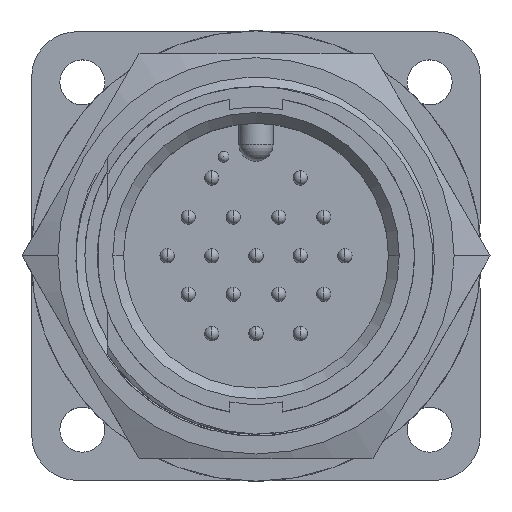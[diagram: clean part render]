
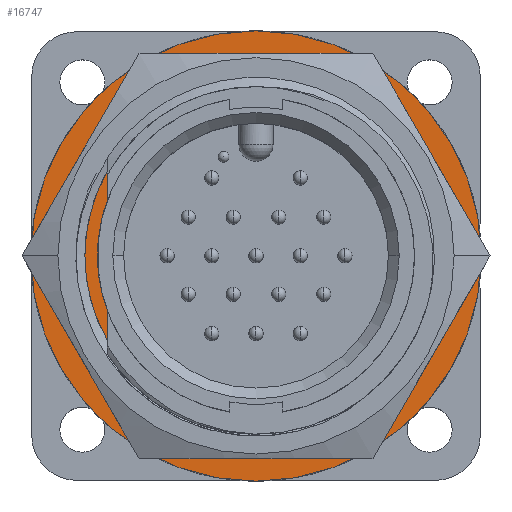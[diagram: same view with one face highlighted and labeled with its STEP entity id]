
A CAD part, top view. The second image highlights one B-rep face of the part: STEP entity #16747.
In plain terms, the highlighted planar face has unit normal (0, 0, 1).
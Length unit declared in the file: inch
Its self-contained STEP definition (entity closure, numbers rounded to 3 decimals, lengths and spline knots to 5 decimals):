
#82 = CIRCLE ( 'NONE', #8704, 0.625 ) ;
#273 = CIRCLE ( 'NONE', #10073, 0.46955 ) ;
#310 = CIRCLE ( 'NONE', #9896, 0.49525 ) ;
#421 = CIRCLE ( 'NONE', #11292, 0.625 ) ;
#500 = EDGE_CURVE ( 'NONE', #14482, #14483, #421, .T. ) ;
#800 = EDGE_CURVE ( 'NONE', #14588, #14589, #8156, .T. ) ;
#803 = EDGE_CURVE ( 'NONE', #14589, #14591, #310, .T. ) ;
#873 = EDGE_CURVE ( 'NONE', #14584, #14585, #7872, .T. ) ;
#875 = EDGE_CURVE ( 'NONE', #14588, #14585, #273, .T. ) ;
#953 = EDGE_CURVE ( 'NONE', #14591, #14584, #5059, .T. ) ;
#1522 = ORIENTED_EDGE ( 'NONE', *, *, #803, .T. ) ;
#1523 = ORIENTED_EDGE ( 'NONE', *, *, #875, .F. ) ;
#1524 = ORIENTED_EDGE ( 'NONE', *, *, #873, .T. ) ;
#1525 = ORIENTED_EDGE ( 'NONE', *, *, #953, .T. ) ;
#1526 = ORIENTED_EDGE ( 'NONE', *, *, #500, .T. ) ;
#1527 = ORIENTED_EDGE ( 'NONE', *, *, #16529, .T. ) ;
#1528 = ORIENTED_EDGE ( 'NONE', *, *, #800, .T. ) ;
#2319 = DIRECTION ( 'NONE',  ( 1., 0., 0. ) ) ;
#2320 = DIRECTION ( 'NONE',  ( 0., 0., 1. ) ) ;
#2321 = CARTESIAN_POINT ( 'NONE',  ( 0., 0., -0.53 ) ) ;
#2322 = PLANE ( 'NONE',  #8231 ) ;
#3448 = DIRECTION ( 'NONE',  ( 1., 0., 0. ) ) ;
#3449 = DIRECTION ( 'NONE',  ( 0., 0., 1. ) ) ;
#3462 = CARTESIAN_POINT ( 'NONE',  ( 0., 0., -0.53 ) ) ;
#3617 = CARTESIAN_POINT ( 'NONE',  ( -0.41275, -0.2737, -0.53 ) ) ;
#3619 = CARTESIAN_POINT ( 'NONE',  ( 0.01105, -0.49513, -0.53 ) ) ;
#3620 = CARTESIAN_POINT ( 'NONE',  ( 0.44792, 0.14086, -0.53 ) ) ;
#3623 = CARTESIAN_POINT ( 'NONE',  ( -0.00648, 0.46951, -0.53 ) ) ;
#3624 = CARTESIAN_POINT ( 'NONE',  ( -0.41275, 0.25182, -0.53 ) ) ;
#3727 = CARTESIAN_POINT ( 'NONE',  ( -0.625, 0., -0.53 ) ) ;
#3728 = CARTESIAN_POINT ( 'NONE',  ( 0.625, 0., -0.53 ) ) ;
#5057 = DIRECTION ( 'NONE',  ( 0., 1., 0. ) ) ;
#5058 = CARTESIAN_POINT ( 'NONE',  ( -0.41275, 0.2737, -0.53 ) ) ;
#5059 = LINE ( 'NONE', #5058, #8419 ) ;
#5646 = DIRECTION ( 'NONE',  ( 1., 0., 0. ) ) ;
#5647 = DIRECTION ( 'NONE',  ( 0., 0., 1. ) ) ;
#5648 = CARTESIAN_POINT ( 'NONE',  ( 0., 0., -0.53 ) ) ;
#5654 = CARTESIAN_POINT ( 'NONE',  ( -0.00648, 0.46951, -0.53 ) ) ;
#5655 = CARTESIAN_POINT ( 'NONE',  ( -0.0469, 0.47003, -0.53 ) ) ;
#5656 = CARTESIAN_POINT ( 'NONE',  ( -0.08653, 0.46549, -0.53 ) ) ;
#5657 = CARTESIAN_POINT ( 'NONE',  ( -0.14484, 0.45129, -0.53 ) ) ;
#5658 = CARTESIAN_POINT ( 'NONE',  ( -0.16422, 0.44525, -0.53 ) ) ;
#5659 = CARTESIAN_POINT ( 'NONE',  ( -0.20172, 0.4309, -0.53 ) ) ;
#5660 = CARTESIAN_POINT ( 'NONE',  ( -0.23802, 0.4143, -0.53 ) ) ;
#5661 = CARTESIAN_POINT ( 'NONE',  ( -0.27199, 0.39331, -0.53 ) ) ;
#5662 = CARTESIAN_POINT ( 'NONE',  ( -0.30476, 0.37006, -0.53 ) ) ;
#5663 = CARTESIAN_POINT ( 'NONE',  ( -0.32052, 0.35729, -0.53 ) ) ;
#5664 = CARTESIAN_POINT ( 'NONE',  ( -0.35001, 0.33015, -0.53 ) ) ;
#5665 = CARTESIAN_POINT ( 'NONE',  ( -0.36386, 0.31571, -0.53 ) ) ;
#5666 = CARTESIAN_POINT ( 'NONE',  ( -0.38973, 0.28504, -0.53 ) ) ;
#5669 = CARTESIAN_POINT ( 'NONE',  ( -0.4018, 0.26876, -0.53 ) ) ;
#5670 = CARTESIAN_POINT ( 'NONE',  ( -0.41275, 0.25182, -0.53 ) ) ;
#6080 = DIRECTION ( 'NONE',  ( 1., 0., 0. ) ) ;
#6081 = DIRECTION ( 'NONE',  ( 0., 0., -1. ) ) ;
#6082 = CARTESIAN_POINT ( 'NONE',  ( 0., 0., -0.53 ) ) ;
#6102 = CARTESIAN_POINT ( 'NONE',  ( 0.01105, -0.49513, -0.53 ) ) ;
#6103 = CARTESIAN_POINT ( 'NONE',  ( 0.04855, -0.49333, -0.53 ) ) ;
#6104 = CARTESIAN_POINT ( 'NONE',  ( 0.08527, -0.48729, -0.53 ) ) ;
#6105 = CARTESIAN_POINT ( 'NONE',  ( 0.13919, -0.47196, -0.53 ) ) ;
#6106 = CARTESIAN_POINT ( 'NONE',  ( 0.15697, -0.46578, -0.53 ) ) ;
#6107 = CARTESIAN_POINT ( 'NONE',  ( 0.19131, -0.45158, -0.53 ) ) ;
#6108 = CARTESIAN_POINT ( 'NONE',  ( 0.20799, -0.44355, -0.53 ) ) ;
#6109 = CARTESIAN_POINT ( 'NONE',  ( 0.24037, -0.42561, -0.53 ) ) ;
#6110 = CARTESIAN_POINT ( 'NONE',  ( 0.25608, -0.41572, -0.53 ) ) ;
#6111 = CARTESIAN_POINT ( 'NONE',  ( 0.28648, -0.39402, -0.53 ) ) ;
#6112 = CARTESIAN_POINT ( 'NONE',  ( 0.30114, -0.38223, -0.53 ) ) ;
#6113 = CARTESIAN_POINT ( 'NONE',  ( 0.3425, -0.34486, -0.53 ) ) ;
#6114 = CARTESIAN_POINT ( 'NONE',  ( 0.36701, -0.31707, -0.53 ) ) ;
#6115 = CARTESIAN_POINT ( 'NONE',  ( 0.39909, -0.27097, -0.53 ) ) ;
#6116 = CARTESIAN_POINT ( 'NONE',  ( 0.40891, -0.25496, -0.53 ) ) ;
#6117 = CARTESIAN_POINT ( 'NONE',  ( 0.42661, -0.22198, -0.53 ) ) ;
#6118 = CARTESIAN_POINT ( 'NONE',  ( 0.43452, -0.20488, -0.53 ) ) ;
#6119 = CARTESIAN_POINT ( 'NONE',  ( 0.45495, -0.15286, -0.53 ) ) ;
#6120 = CARTESIAN_POINT ( 'NONE',  ( 0.46434, -0.11707, -0.53 ) ) ;
#6121 = CARTESIAN_POINT ( 'NONE',  ( 0.4721, -0.06169, -0.53 ) ) ;
#6122 = CARTESIAN_POINT ( 'NONE',  ( 0.47361, -0.0429, -0.53 ) ) ;
#6123 = CARTESIAN_POINT ( 'NONE',  ( 0.47438, -0.00564, -0.53 ) ) ;
#6124 = CARTESIAN_POINT ( 'NONE',  ( 0.47368, 0.01293, -0.53 ) ) ;
#6125 = CARTESIAN_POINT ( 'NONE',  ( 0.47007, 0.04996, -0.53 ) ) ;
#6126 = CARTESIAN_POINT ( 'NONE',  ( 0.46717, 0.06848, -0.53 ) ) ;
#6127 = CARTESIAN_POINT ( 'NONE',  ( 0.45915, 0.10511, -0.53 ) ) ;
#6128 = CARTESIAN_POINT ( 'NONE',  ( 0.45408, 0.12313, -0.53 ) ) ;
#6135 = CARTESIAN_POINT ( 'NONE',  ( 0.44792, 0.14086, -0.53 ) ) ;
#7872 = B_SPLINE_CURVE_WITH_KNOTS ( 'NONE', 3,
 ( #5670, #5669, #5666, #5665, #5664, #5663, #5662, #5661, #5660, #5659, #5658, #5657, #5656, #5655, #5654 ),
 .UNSPECIFIED., .F., .F.,
 ( 4, 2, 2, 2, 1, 2, 2, 4 ),
 ( 0.001, 0.00254, 0.00407, 0.00561, 0.00715, 0.00868, 0.01022, 0.01329 ),
 .UNSPECIFIED. ) ;
#8156 = B_SPLINE_CURVE_WITH_KNOTS ( 'NONE', 3,
 ( #6135, #6128, #6127, #6126, #6125, #6124, #6123, #6122, #6121, #6120, #6119, #6118, #6117, #6116, #6115, #6114, #6113, #6112, #6111, #6110, #6109, #6108, #6107, #6106, #6105, #6104, #6103, #6102 ),
 .UNSPECIFIED., .F., .F.,
 ( 4, 2, 2, 2, 2, 2, 2, 2, 2, 2, 2, 2, 2, 4 ),
 ( 0., 0.00143, 0.00285, 0.00428, 0.00571, 0.00856, 0.00999, 0.01141, 0.01427, 0.0157, 0.01712, 0.01855, 0.01998, 0.02283 ),
 .UNSPECIFIED. ) ;
#8231 = AXIS2_PLACEMENT_3D ( 'NONE', #2321, #2320, #2319 ) ;
#8233 = FACE_BOUND ( 'NONE', #13935, .T. ) ;
#8240 = FACE_OUTER_BOUND ( 'NONE', #13934, .T. ) ;
#8419 = VECTOR ( 'NONE', #5057, 39.37008 ) ;
#8704 = AXIS2_PLACEMENT_3D ( 'NONE', #3462, #3449, #3448 ) ;
#9896 = AXIS2_PLACEMENT_3D ( 'NONE', #6082, #6081, #6080 ) ;
#10073 = AXIS2_PLACEMENT_3D ( 'NONE', #5648, #5647, #5646 ) ;
#11151 = DIRECTION ( 'NONE',  ( 1., 0., 0. ) ) ;
#11153 = DIRECTION ( 'NONE',  ( 0., 0., 1. ) ) ;
#11167 = CARTESIAN_POINT ( 'NONE',  ( 0., 0., -0.53 ) ) ;
#11292 = AXIS2_PLACEMENT_3D ( 'NONE', #11167, #11153, #11151 ) ;
#13934 = EDGE_LOOP ( 'NONE', ( #1527, #1526 ) ) ;
#13935 = EDGE_LOOP ( 'NONE', ( #1525, #1524, #1523, #1528, #1522 ) ) ;
#14482 = VERTEX_POINT ( 'NONE', #3728 ) ;
#14483 = VERTEX_POINT ( 'NONE', #3727 ) ;
#14584 = VERTEX_POINT ( 'NONE', #3624 ) ;
#14585 = VERTEX_POINT ( 'NONE', #3623 ) ;
#14588 = VERTEX_POINT ( 'NONE', #3620 ) ;
#14589 = VERTEX_POINT ( 'NONE', #3619 ) ;
#14591 = VERTEX_POINT ( 'NONE', #3617 ) ;
#16529 = EDGE_CURVE ( 'NONE', #14483, #14482, #82, .T. ) ;
#16747 = ADVANCED_FACE ( 'NONE', ( #8240, #8233 ), #2322, .T. ) ;
